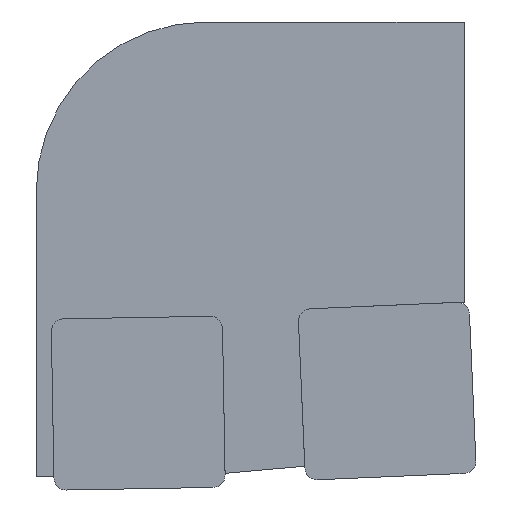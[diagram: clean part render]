
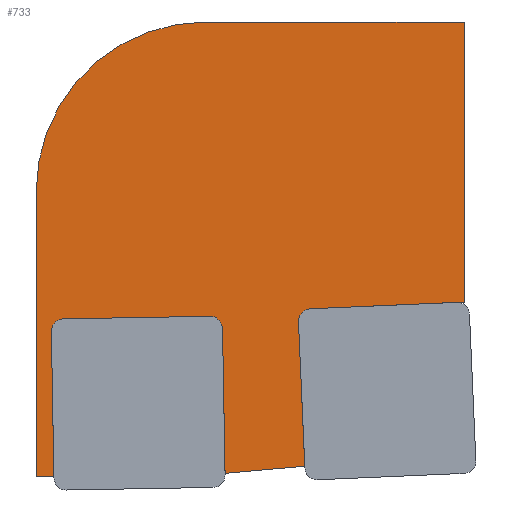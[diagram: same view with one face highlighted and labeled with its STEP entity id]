
A CAD part, left-side view. The second image highlights one B-rep face of the part: STEP entity #733.
In plain terms, the highlighted planar face has unit normal (-1, 0, 0).
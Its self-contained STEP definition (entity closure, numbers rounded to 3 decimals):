
#124=DIRECTION('',(0.,0.999,-0.044));
#125=VECTOR('',#124,9.791);
#126=CARTESIAN_POINT('',(0.,0.75,12.167));
#127=LINE('',#126,#125);
#131=CARTESIAN_POINT('',(0.,10.497,10.941));
#132=DIRECTION('',(-1.,0.,0.));
#133=DIRECTION('',(0.,0.044,0.999));
#134=AXIS2_PLACEMENT_3D('',#131,#132,#133);
#139=DIRECTION('',(0.,0.044,0.999));
#140=VECTOR('',#139,9.2);
#141=CARTESIAN_POINT('',(0.,10.895,1.715));
#142=LINE('',#141,#140);
#146=DIRECTION('',(0.,-0.996,0.089));
#147=VECTOR('',#146,5.097);
#148=CARTESIAN_POINT('',(0.,15.971,1.262));
#149=LINE('',#148,#147);
#153=DIRECTION('',(0.,0.017,1.));
#154=VECTOR('',#153,9.214);
#155=CARTESIAN_POINT('',(0.,15.971,1.262));
#156=LINE('',#155,#154);
#160=CARTESIAN_POINT('',(0.,16.932,10.461));
#161=DIRECTION('',(-1.,0.,0.));
#162=DIRECTION('',(0.,-1.,0.017));
#163=AXIS2_PLACEMENT_3D('',#160,#161,#162);
#168=DIRECTION('',(0.,1.,-0.017));
#169=VECTOR('',#168,9.3);
#170=CARTESIAN_POINT('',(0.,16.946,11.261));
#171=LINE('',#170,#169);
#175=CARTESIAN_POINT('',(0.,26.23,10.299));
#176=DIRECTION('',(-1.,0.,0.));
#177=DIRECTION('',(0.,0.017,1.));
#178=AXIS2_PLACEMENT_3D('',#175,#176,#177);
#183=DIRECTION('',(0.,0.017,1.));
#184=VECTOR('',#183,9.214);
#185=CARTESIAN_POINT('',(0.,26.87,1.072));
#186=LINE('',#185,#184);
#190=DIRECTION('',(0.,-1.,0.017));
#191=VECTOR('',#190,1.131);
#192=CARTESIAN_POINT('',(0.,28.,1.052));
#193=LINE('',#192,#191);
#197=DIRECTION('',(0.,0.,-1.));
#198=VECTOR('',#197,18.148);
#199=CARTESIAN_POINT('',(0.,28.,19.2));
#200=LINE('',#199,#198);
#204=CARTESIAN_POINT('',(0.,17.2,19.2));
#205=DIRECTION('',(-1.,0.,0.));
#206=DIRECTION('',(0.,0.,1.));
#207=AXIS2_PLACEMENT_3D('',#204,#205,#206);
#212=DIRECTION('',(0.,1.,0.));
#213=VECTOR('',#212,16.45);
#214=CARTESIAN_POINT('',(0.,0.75,30.));
#215=LINE('',#214,#213);
#219=DIRECTION('',(0.,0.,1.));
#220=VECTOR('',#219,17.833);
#221=CARTESIAN_POINT('',(0.,0.75,12.167));
#222=LINE('',#221,#220);
#539=CARTESIAN_POINT('',(0.,17.2,30.));
#540=CARTESIAN_POINT('',(0.,28.,19.2));
#541=VERTEX_POINT('',#539);
#542=VERTEX_POINT('',#540);
#547=CARTESIAN_POINT('',(0.,0.75,12.167));
#548=CARTESIAN_POINT('',(0.,10.532,11.74));
#549=VERTEX_POINT('',#547);
#550=VERTEX_POINT('',#548);
#551=CARTESIAN_POINT('',(0.,10.895,1.715));
#552=CARTESIAN_POINT('',(0.,11.296,10.906));
#553=VERTEX_POINT('',#551);
#554=VERTEX_POINT('',#552);
#567=CARTESIAN_POINT('',(0.,15.971,1.262));
#568=CARTESIAN_POINT('',(0.,16.132,10.475));
#569=VERTEX_POINT('',#567);
#570=VERTEX_POINT('',#568);
#571=CARTESIAN_POINT('',(0.,16.946,11.261));
#572=CARTESIAN_POINT('',(0.,26.244,11.098));
#573=VERTEX_POINT('',#571);
#574=VERTEX_POINT('',#572);
#575=CARTESIAN_POINT('',(0.,26.87,1.072));
#576=CARTESIAN_POINT('',(0.,27.03,10.285));
#577=VERTEX_POINT('',#575);
#578=VERTEX_POINT('',#576);
#615=CARTESIAN_POINT('',(0.,28.,1.052));
#616=VERTEX_POINT('',#615);
#619=CARTESIAN_POINT('',(0.,0.75,30.));
#620=VERTEX_POINT('',#619);
#699=CARTESIAN_POINT('',(0.,0.,0.));
#700=DIRECTION('',(-1.,0.,0.));
#701=DIRECTION('',(0.,0.,1.));
#702=AXIS2_PLACEMENT_3D('',#699,#700,#701);
#703=PLANE('',#702);
#704=ORIENTED_EDGE('',*,*,#689,.T.);
#706=ORIENTED_EDGE('',*,*,#705,.T.);
#708=ORIENTED_EDGE('',*,*,#707,.F.);
#710=ORIENTED_EDGE('',*,*,#709,.F.);
#712=ORIENTED_EDGE('',*,*,#711,.T.);
#714=ORIENTED_EDGE('',*,*,#713,.T.);
#716=ORIENTED_EDGE('',*,*,#715,.T.);
#718=ORIENTED_EDGE('',*,*,#717,.T.);
#720=ORIENTED_EDGE('',*,*,#719,.F.);
#722=ORIENTED_EDGE('',*,*,#721,.F.);
#724=ORIENTED_EDGE('',*,*,#723,.F.);
#726=ORIENTED_EDGE('',*,*,#725,.F.);
#728=ORIENTED_EDGE('',*,*,#727,.F.);
#730=ORIENTED_EDGE('',*,*,#729,.F.);
#731=EDGE_LOOP('',(#704,#706,#708,#710,#712,#714,#716,#718,#720,#722,#724,#726,
#728,#730));
#732=FACE_OUTER_BOUND('',#731,.F.);
#135=CIRCLE('',#134,0.8);
#164=CIRCLE('',#163,0.8);
#179=CIRCLE('',#178,0.8);
#208=CIRCLE('',#207,10.8);
#689=EDGE_CURVE('',#549,#550,#127,.T.);
#705=EDGE_CURVE('',#550,#554,#135,.T.);
#707=EDGE_CURVE('',#553,#554,#142,.T.);
#709=EDGE_CURVE('',#569,#553,#149,.T.);
#711=EDGE_CURVE('',#569,#570,#156,.T.);
#713=EDGE_CURVE('',#570,#573,#164,.T.);
#715=EDGE_CURVE('',#573,#574,#171,.T.);
#717=EDGE_CURVE('',#574,#578,#179,.T.);
#719=EDGE_CURVE('',#577,#578,#186,.T.);
#721=EDGE_CURVE('',#616,#577,#193,.T.);
#723=EDGE_CURVE('',#542,#616,#200,.T.);
#725=EDGE_CURVE('',#541,#542,#208,.T.);
#727=EDGE_CURVE('',#620,#541,#215,.T.);
#729=EDGE_CURVE('',#549,#620,#222,.T.);
#733=ADVANCED_FACE('',(#732),#703,.T.);
